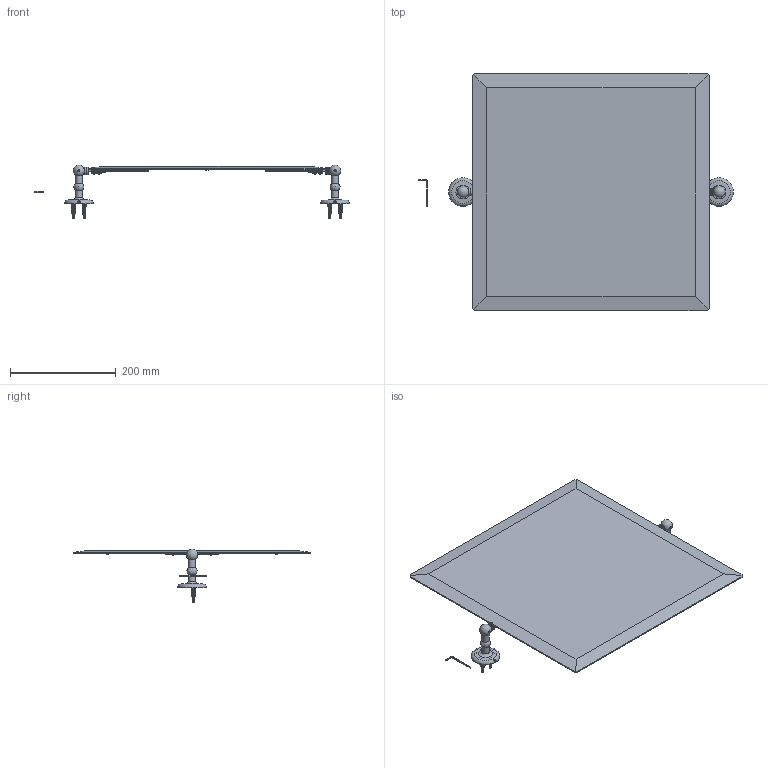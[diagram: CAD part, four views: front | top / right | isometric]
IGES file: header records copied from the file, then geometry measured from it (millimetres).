
Global section: file name: No Iges File Name specified; native system: Autodesk Inventor 2012; preprocessor: AutoDesk Inventor Iges Exporter R2012; author: sbajwa; date: 20130124.091224; units: millimetre
Bounding box: 595.03 x 449 x 101.92 mm (x, y, z)
Volume: 1194021 mm3; surface area: 492117.3 mm2
Topology: 35 solids, 35 shells, 1775 faces, 4921 edges, 3224 vertices
Faces by surface type: plane 1251, revolution 184, cylinder 130, cone 90, bspline 80, torus 32, sphere 8
Full cylindrical faces by diameter (mm): 3.621 x4, 3.92 x4, 4 x8, 4.018 x2, 5 x2, 6.35 x2, 8.2 x4, 8.64 x2, 12 x2, 13.6 x4, 14.5 x4, 54 x2
